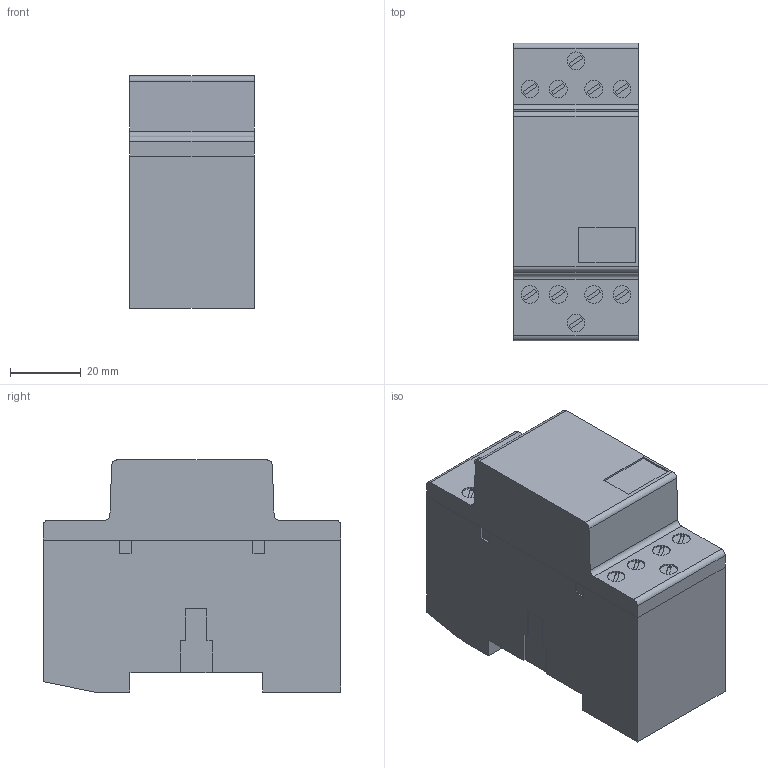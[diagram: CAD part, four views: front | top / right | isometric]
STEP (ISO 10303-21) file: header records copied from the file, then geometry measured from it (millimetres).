
FILE_DESCRIPTION((''),'2;1');
FILE_NAME('3d_11CN2501220.stp','2012-10-03T14:50:58',(''),(''),'Mechanical Desktop 2011','Mechanical Desktop 2011',', , ');
FILE_SCHEMA(('CONFIG_CONTROL_DESIGN'));
Length unit declared in the file: millimetre
Products named in the file (1): Product
Bounding box: 35 x 84 x 65.5 mm (x, y, z)
Volume: 161576.4 mm3; surface area: 25890.3 mm2
Topology: 2 solids, 2 shells, 144 faces, 377 edges, 258 vertices
Faces by surface type: plane 90, cylinder 46, bspline 8
Entity records: 4566 total; most frequent: CARTESIAN_POINT 804, DIRECTION 763, ORIENTED_EDGE 754, EDGE_CURVE 377, VECTOR 265, LINE 265, VERTEX_POINT 258, AXIS2_PLACEMENT_3D 249
